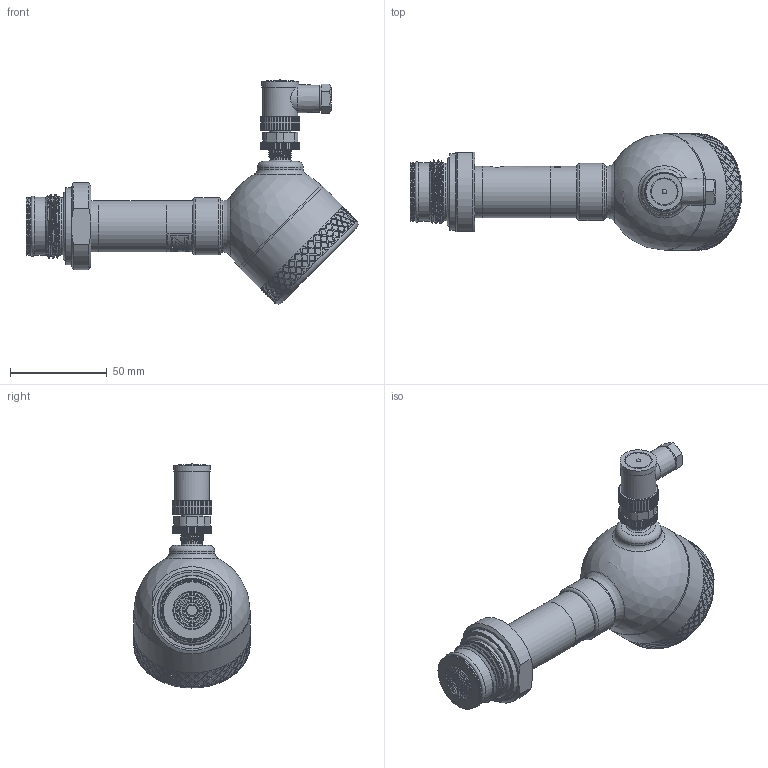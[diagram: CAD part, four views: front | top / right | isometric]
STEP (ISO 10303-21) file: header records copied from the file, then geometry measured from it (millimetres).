
FILE_DESCRIPTION(/* description */ (''),/* implementation_level */ '2;1');
FILE_NAME(/* name */ 'APZ3420mFH_G1DIN-solidflush_2.step',/* time_stamp */ '2021-07-07T16:20:26+03:00',/* author */ (''),/* organization */ (''),/* preprocessor_version */ 'ST-DEVELOPER v18.1',/* originating_system */ 'Autodesk Translation Framework v10.9.0.1377',/* authorisation */ '');
FILE_SCHEMA (('AUTOMOTIVE_DESIGN { 1 0 10303 214 3 1 1 }'));
Length unit declared in the file: millimetre
Products named in the file (8): АПЗ420М-полевойкорпус-
заполненный; Заполненный полевой 
корпус v13; Main body; Cover without display; M12x1 adapter; M12x1 female angular v10; shell; G1 flush diaphragm (1)
Assembly tree (7 placements, depth 3):
  АПЗ420М-полевойкорпус-
заполненный
    Заполненный полевой 
корпус v13
      Main body
      Cover without display
      M12x1 adapter
      M12x1 female angular v10
    shell
    G1 flush diaphragm (1)
Bounding box: 171.42 x 60.1 x 115.69 mm (x, y, z)
Volume: 277676.2 mm3; surface area: 47973.2 mm2
Topology: 9 solids, 9 shells, 1630 faces, 4027 edges, 2673 vertices
Faces by surface type: bspline 910, cylinder 487, plane 184, torus 32, cone 15, sphere 2
Full cylindrical faces by diameter (mm): 1 x4, 2 x2, 4 x1, 7 x1, 8 x1, 9.3 x1, 9.471 x2, 10.5 x2, 10.741 x7, 11.035 x4, 11.156 x1, 11.884 x6, 12.152 x4, 13 x1, 18 x1, 19 x1, 19.7 x1, 21.6 x1, 21.767 x1, 22.4 x1, 23.6 x1, 24.5 x4, 26.5 x3, 27.1 x1, 29.4 x1, 29.5 x1, 29.6 x1, 30.05 x3, 30.291 x1, 35.6 x1
Entity records: 68361 total; most frequent: CARTESIAN_POINT 36485, ORIENTED_EDGE 8052, EDGE_CURVE 4026, DIRECTION 3656, VERTEX_POINT 2673, B_SPLINE_CURVE_WITH_KNOTS 2583, EDGE_LOOP 1897, FACE_OUTER_BOUND 1630
